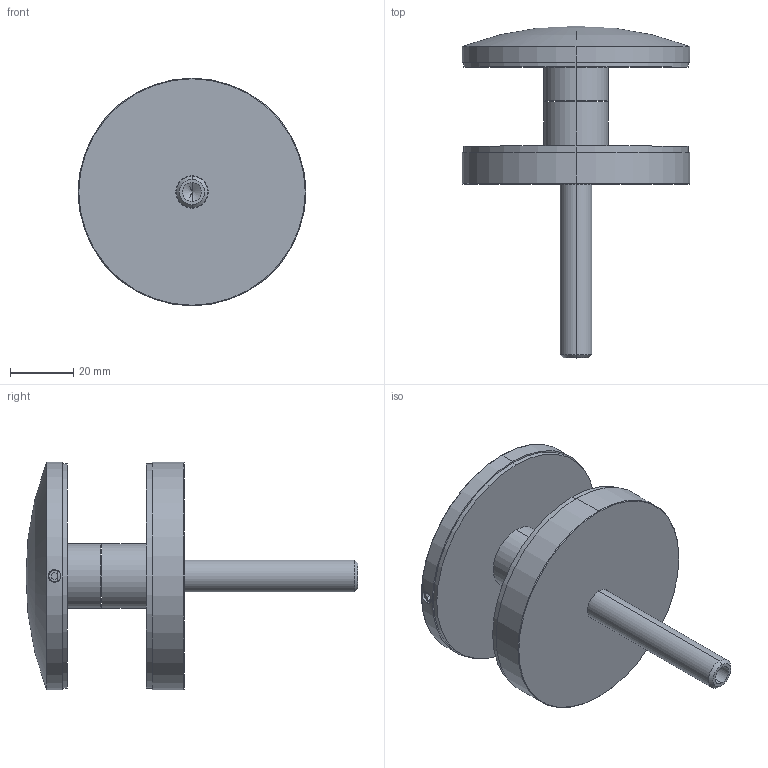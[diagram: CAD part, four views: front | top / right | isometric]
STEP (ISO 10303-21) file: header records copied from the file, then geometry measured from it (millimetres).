
FILE_DESCRIPTION (( 'STEP AP203' ), '1' );
FILE_NAME ('3D_GG4262 flach_188770230.STEP', '2024-11-06T10:29:45', ( '' ), ( '' ), 'SwSTEP 2.0', 'SolidWorks 2023', '' );
FILE_SCHEMA (( 'CONFIG_CONTROL_DESIGN' ));
Length unit declared in the file: millimetre
Products named in the file (1): 3D_GG4262 flach_188770230
Bounding box: 72 x 105 x 72 mm (x, y, z)
Volume: 100503.8 mm3; surface area: 35567 mm2
Topology: 5 solids, 5 shells, 84 faces, 195 edges, 122 vertices
Faces by surface type: cylinder 33, plane 31, cone 16, torus 4
Entity records: 2600 total; most frequent: CARTESIAN_POINT 556, DIRECTION 437, ORIENTED_EDGE 382, EDGE_CURVE 191, AXIS2_PLACEMENT_3D 171, VERTEX_POINT 122, EDGE_LOOP 99, LINE 95
